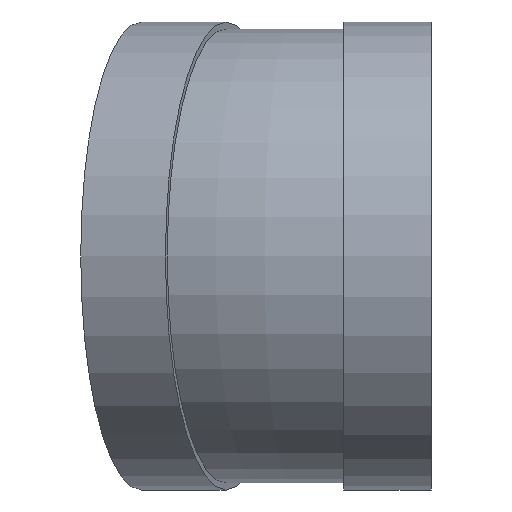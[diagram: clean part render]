
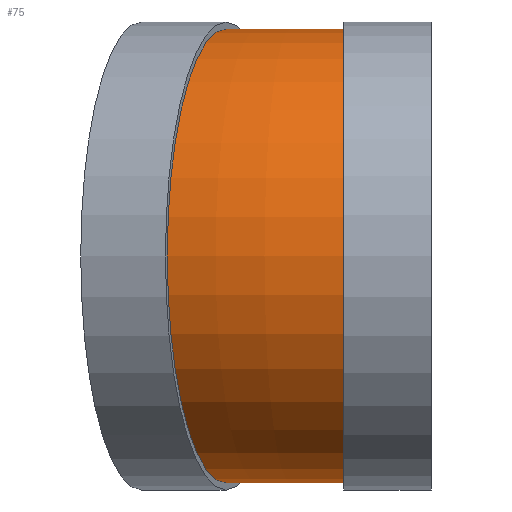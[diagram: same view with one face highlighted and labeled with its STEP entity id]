
A CAD part, left-side view. The second image highlights one B-rep face of the part: STEP entity #75.
In plain terms, the highlighted toroidal (fillet/blend) face has major radius 225 mm and minor radius 112.5 mm.
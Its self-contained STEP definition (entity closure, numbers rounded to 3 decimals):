
#75 = ADVANCED_FACE( '', ( #146, #147 ), #148, .T. );
#146 = FACE_OUTER_BOUND( '', #208, .T. );
#147 = FACE_OUTER_BOUND( '', #209, .T. );
#148 = TOROIDAL_SURFACE( '', #210, 225., 112.5 );
#208 = EDGE_LOOP( '', ( #274 ) );
#209 = EDGE_LOOP( '', ( #275 ) );
#210 = AXIS2_PLACEMENT_3D( '', #276, #277, #278 );
#274 = ORIENTED_EDGE( '', *, *, #314, .T. );
#275 = ORIENTED_EDGE( '', *, *, #312, .F. );
#276 = CARTESIAN_POINT( '', ( 225., 43.5, 0. ) );
#277 = DIRECTION( '', ( 0., 0., -1. ) );
#278 = DIRECTION( '', ( -1., 0., 0. ) );
#312 = EDGE_CURVE( '', #344, #344, #345, .T. );
#314 = EDGE_CURVE( '', #347, #347, #348, .T. );
#344 = VERTEX_POINT( '', #380 );
#345 = CIRCLE( '', #381, 112.5 );
#347 = VERTEX_POINT( '', #383 );
#348 = CIRCLE( '', #384, 112.5 );
#380 = CARTESIAN_POINT( '', ( 116.333, 72.617, 0. ) );
#381 = AXIS2_PLACEMENT_3D( '', #418, #419, #420 );
#383 = CARTESIAN_POINT( '', ( 112.5, 43.5, 0. ) );
#384 = AXIS2_PLACEMENT_3D( '', #421, #422, #423 );
#418 = CARTESIAN_POINT( '', ( 7.667, 101.734, 0. ) );
#419 = DIRECTION( '', ( 0.259, 0.966, 0. ) );
#420 = DIRECTION( '', ( 0.966, -0.259, 0. ) );
#421 = CARTESIAN_POINT( '', ( 0., 43.5, 0. ) );
#422 = DIRECTION( '', ( 0., 1., 0. ) );
#423 = DIRECTION( '', ( 1., 0., 0. ) );
